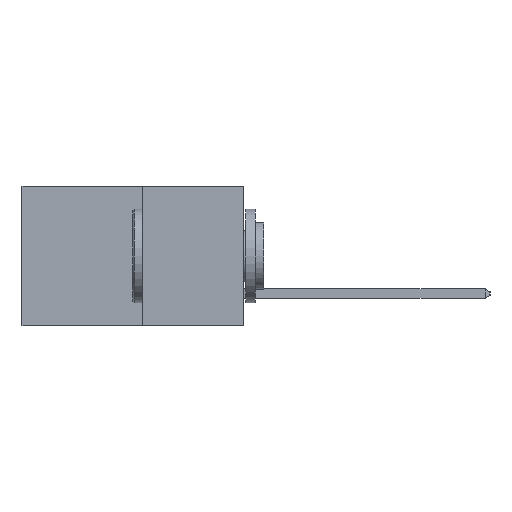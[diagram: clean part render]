
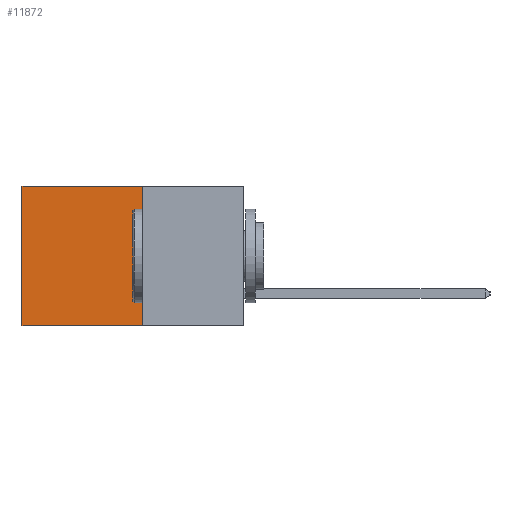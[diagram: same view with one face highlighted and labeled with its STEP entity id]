
A CAD part, left-side view. The second image highlights one B-rep face of the part: STEP entity #11872.
In plain terms, the highlighted planar face has unit normal (-1, 0, 0).
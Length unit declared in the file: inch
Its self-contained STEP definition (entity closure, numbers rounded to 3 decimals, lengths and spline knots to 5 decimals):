
#17 = DIRECTION ( 'NONE',  ( 1., 0., 0. ) ) ;
#1049 = CARTESIAN_POINT ( 'NONE',  ( 0.277, 0.27, 0. ) ) ;
#1093 = EDGE_LOOP ( 'NONE', ( #10176, #10539, #13926, #13579 ) ) ;
#3126 = LINE ( 'NONE', #9608, #11963 ) ;
#3504 = DIRECTION ( 'NONE',  ( 0., 0., -1. ) ) ;
#3563 = VECTOR ( 'NONE', #15422, 39.37008 ) ;
#3718 = EDGE_CURVE ( 'NONE', #13550, #15322, #3126, .T. ) ;
#4681 = DIRECTION ( 'NONE',  ( 0., 1., 0. ) ) ;
#5212 = EDGE_CURVE ( 'NONE', #13550, #15427, #6804, .T. ) ;
#5897 = VECTOR ( 'NONE', #3504, 39.37008 ) ;
#6390 = CARTESIAN_POINT ( 'NONE',  ( 0.277, 0.59, -0.37 ) ) ;
#6804 = LINE ( 'NONE', #15470, #3563 ) ;
#8263 = CARTESIAN_POINT ( 'NONE',  ( 0.277, 0.27, -0.37 ) ) ;
#8526 = PLANE ( 'NONE',  #8772 ) ;
#8582 = DIRECTION ( 'NONE',  ( 0., 0., -1. ) ) ;
#8772 = AXIS2_PLACEMENT_3D ( 'NONE', #13333, #17, #8582 ) ;
#9430 = CARTESIAN_POINT ( 'NONE',  ( 0.277, 0.27, -0.37 ) ) ;
#9608 = CARTESIAN_POINT ( 'NONE',  ( 0.277, 0.27, -0.37 ) ) ;
#9675 = DIRECTION ( 'NONE',  ( 0., 0., -1. ) ) ;
#9741 = VECTOR ( 'NONE', #4681, 39.37008 ) ;
#9804 = LINE ( 'NONE', #13101, #5897 ) ;
#10138 = LINE ( 'NONE', #9430, #9741 ) ;
#10176 = ORIENTED_EDGE ( 'NONE', *, *, #13032, .T. ) ;
#10539 = ORIENTED_EDGE ( 'NONE', *, *, #14671, .F. ) ;
#10843 = CARTESIAN_POINT ( 'NONE',  ( 0.277, 0.59, 0. ) ) ;
#11872 = ADVANCED_FACE ( 'NONE', ( #13222 ), #8526, .F. ) ;
#11963 = VECTOR ( 'NONE', #9675, 39.37008 ) ;
#13032 = EDGE_CURVE ( 'NONE', #15427, #15593, #9804, .T. ) ;
#13101 = CARTESIAN_POINT ( 'NONE',  ( 0.277, 0.59, -0.37 ) ) ;
#13222 = FACE_OUTER_BOUND ( 'NONE', #1093, .T. ) ;
#13333 = CARTESIAN_POINT ( 'NONE',  ( 0.277, 0.27, -0.37 ) ) ;
#13550 = VERTEX_POINT ( 'NONE', #1049 ) ;
#13579 = ORIENTED_EDGE ( 'NONE', *, *, #5212, .T. ) ;
#13926 = ORIENTED_EDGE ( 'NONE', *, *, #3718, .F. ) ;
#14671 = EDGE_CURVE ( 'NONE', #15322, #15593, #10138, .T. ) ;
#15322 = VERTEX_POINT ( 'NONE', #8263 ) ;
#15422 = DIRECTION ( 'NONE',  ( 0., 1., 0. ) ) ;
#15427 = VERTEX_POINT ( 'NONE', #10843 ) ;
#15470 = CARTESIAN_POINT ( 'NONE',  ( 0.277, 0.27, 0. ) ) ;
#15593 = VERTEX_POINT ( 'NONE', #6390 ) ;
